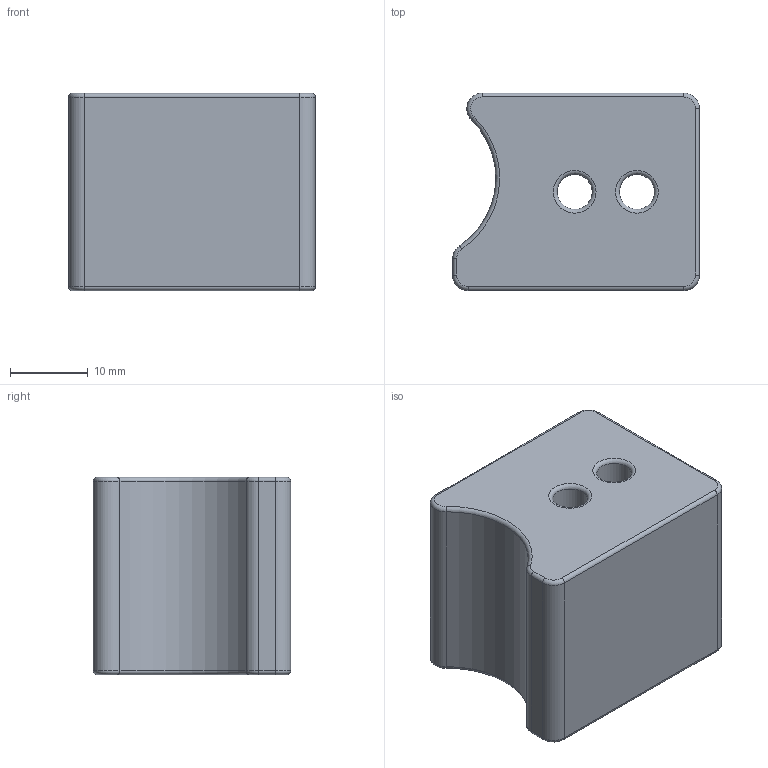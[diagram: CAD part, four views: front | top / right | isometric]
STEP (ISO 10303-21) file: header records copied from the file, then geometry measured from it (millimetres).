
FILE_DESCRIPTION(/* description */ (''),/* implementation_level */ '2;1');
FILE_NAME(/* name */ 'Left Shifter Spacer.step',/* time_stamp */ '2021-01-03T20:09:48-06:00',/* author */ (''),/* organization */ (''),/* preprocessor_version */ 'ST-DEVELOPER v18.1',/* originating_system */ 'Autodesk Translation Framework v9.7.1.1290',/* authorisation */ '');
FILE_SCHEMA (('AUTOMOTIVE_DESIGN { 1 0 10303 214 3 1 1 }'));
Length unit declared in the file: millimetre
Products named in the file (1): Left Shifter Spacer
Bounding box: 31.75 x 25.4 x 25.4 mm (x, y, z)
Volume: 17596.1 mm3; surface area: 4887.9 mm2
Topology: 1 solids, 1 shells, 38 faces, 86 edges, 50 vertices
Faces by surface type: torus 16, cylinder 16, plane 6
Full cylindrical faces by diameter (mm): 4.5 x2
Entity records: 1113 total; most frequent: DIRECTION 222, CARTESIAN_POINT 175, ORIENTED_EDGE 172, AXIS2_PLACEMENT_3D 97, EDGE_CURVE 86, CIRCLE 58, VERTEX_POINT 50, EDGE_LOOP 42
